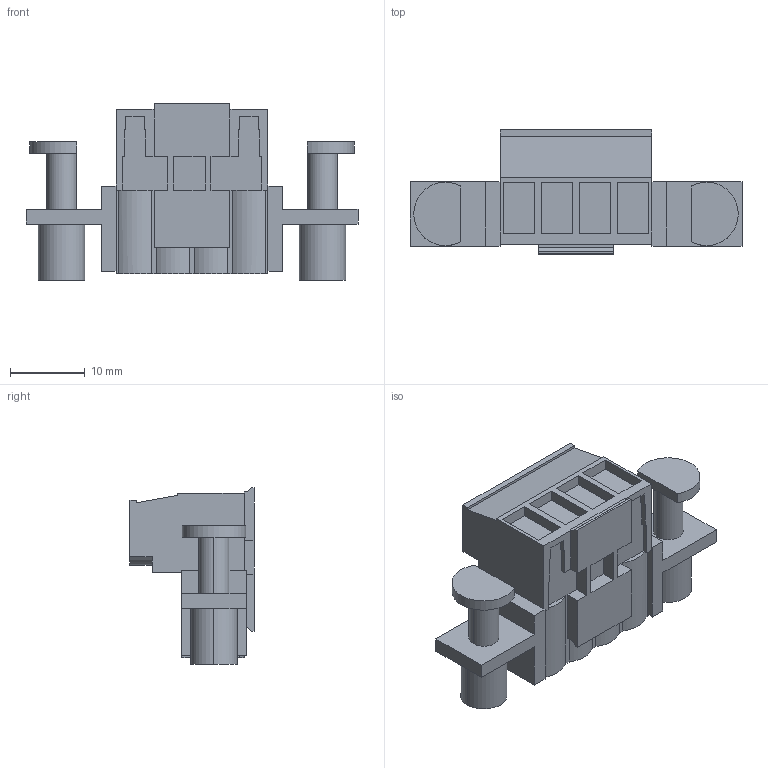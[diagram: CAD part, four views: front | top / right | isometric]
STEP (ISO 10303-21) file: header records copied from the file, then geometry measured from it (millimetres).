
FILE_DESCRIPTION(('CATIA V5 STEP','CAx-IF Rec.Pracs.--- Model Styling and Organization---1.2---2011-12-15'),'2;1');
FILE_NAME ('D1451326_0_1353490000_1353490000.stp','2017-06-01T12:03:28+00:00',('none'),('Weidmueller'),'CATIA Version 5-6 Release 2014','CATIA V5 STEP AP214','none');
FILE_SCHEMA(('AUTOMOTIVE_DESIGN { 1 0 10303 214 1 1 1 1 }'));
Length unit declared in the file: millimetre
Products named in the file (1): 1353490000
Bounding box: 44.42 x 16.6 x 23.6 mm (x, y, z)
Volume: 5035.5 mm3; surface area: 5151.6 mm2
Topology: 11 solids, 11 shells, 351 faces, 932 edges, 624 vertices
Faces by surface type: plane 269, cylinder 66, extrusion 16
Entity records: 11002 total; most frequent: CARTESIAN_POINT 2342, ORIENTED_EDGE 1864, DIRECTION 1398, EDGE_CURVE 932, VECTOR 766, LINE 750, VERTEX_POINT 624, AXIS2_PLACEMENT_3D 392
